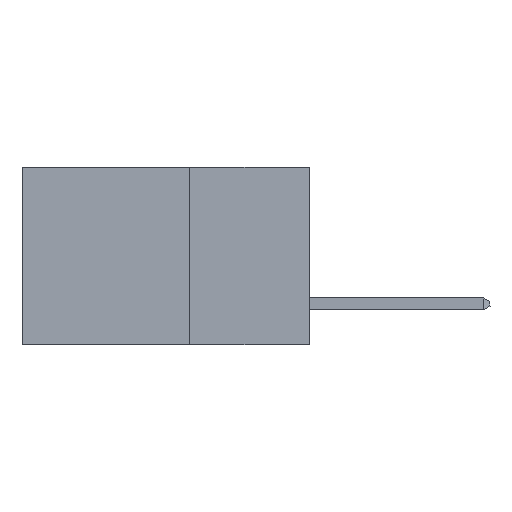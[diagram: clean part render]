
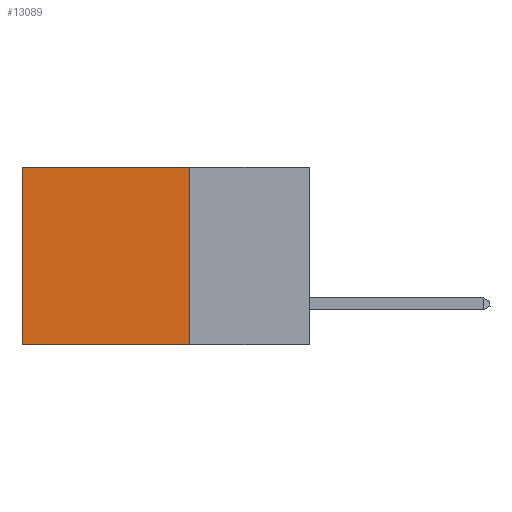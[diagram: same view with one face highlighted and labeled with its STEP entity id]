
A CAD part, left-side view. The second image highlights one B-rep face of the part: STEP entity #13089.
In plain terms, the highlighted planar face has unit normal (-1, 0, 0).
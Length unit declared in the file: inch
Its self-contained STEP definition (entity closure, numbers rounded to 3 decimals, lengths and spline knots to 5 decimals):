
#575 = VERTEX_POINT ( 'NONE', #4804 ) ;
#1622 = EDGE_CURVE ( 'NONE', #9216, #14020, #14086, .T. ) ;
#1724 = EDGE_LOOP ( 'NONE', ( #3017, #7673, #5440, #3797 ) ) ;
#3017 = ORIENTED_EDGE ( 'NONE', *, *, #1622, .T. ) ;
#3797 = ORIENTED_EDGE ( 'NONE', *, *, #14553, .T. ) ;
#3967 = CARTESIAN_POINT ( 'NONE',  ( 0.2875, 0.6, 0. ) ) ;
#4221 = DIRECTION ( 'NONE',  ( 0., 0., -1. ) ) ;
#4497 = CARTESIAN_POINT ( 'NONE',  ( 0.2875, 0.6, -0.37 ) ) ;
#4651 = EDGE_CURVE ( 'NONE', #575, #14020, #5114, .T. ) ;
#4677 = VECTOR ( 'NONE', #4221, 39.37008 ) ;
#4804 = CARTESIAN_POINT ( 'NONE',  ( 0.2875, 0.25, -0.37 ) ) ;
#5025 = LINE ( 'NONE', #5535, #8117 ) ;
#5105 = DIRECTION ( 'NONE',  ( 0., 0., -1. ) ) ;
#5114 = LINE ( 'NONE', #9834, #13831 ) ;
#5366 = CARTESIAN_POINT ( 'NONE',  ( 0.2875, 0.25, 0. ) ) ;
#5412 = FACE_OUTER_BOUND ( 'NONE', #1724, .T. ) ;
#5440 = ORIENTED_EDGE ( 'NONE', *, *, #13973, .F. ) ;
#5535 = CARTESIAN_POINT ( 'NONE',  ( 0.2875, 0.25, 0. ) ) ;
#7673 = ORIENTED_EDGE ( 'NONE', *, *, #4651, .F. ) ;
#8117 = VECTOR ( 'NONE', #13494, 39.37008 ) ;
#8914 = CARTESIAN_POINT ( 'NONE',  ( 0.2875, 0.6, 0. ) ) ;
#9216 = VERTEX_POINT ( 'NONE', #3967 ) ;
#9606 = DIRECTION ( 'NONE',  ( 0., 1., 0. ) ) ;
#9834 = CARTESIAN_POINT ( 'NONE',  ( 0.2875, 0.25, -0.37 ) ) ;
#10210 = VECTOR ( 'NONE', #9606, 39.37008 ) ;
#10818 = PLANE ( 'NONE',  #13755 ) ;
#10820 = DIRECTION ( 'NONE',  ( 0., 1., 0. ) ) ;
#11944 = DIRECTION ( 'NONE',  ( 1., 0., 0. ) ) ;
#12625 = VERTEX_POINT ( 'NONE', #5366 ) ;
#13089 = ADVANCED_FACE ( 'NONE', ( #5412 ), #10818, .F. ) ;
#13195 = LINE ( 'NONE', #14035, #10210 ) ;
#13494 = DIRECTION ( 'NONE',  ( 0., 0., -1. ) ) ;
#13755 = AXIS2_PLACEMENT_3D ( 'NONE', #14163, #11944, #5105 ) ;
#13831 = VECTOR ( 'NONE', #10820, 39.37008 ) ;
#13973 = EDGE_CURVE ( 'NONE', #12625, #575, #5025, .T. ) ;
#14020 = VERTEX_POINT ( 'NONE', #4497 ) ;
#14035 = CARTESIAN_POINT ( 'NONE',  ( 0.2875, 0.25, 0. ) ) ;
#14086 = LINE ( 'NONE', #8914, #4677 ) ;
#14163 = CARTESIAN_POINT ( 'NONE',  ( 0.2875, 0.25, 0. ) ) ;
#14553 = EDGE_CURVE ( 'NONE', #12625, #9216, #13195, .T. ) ;
